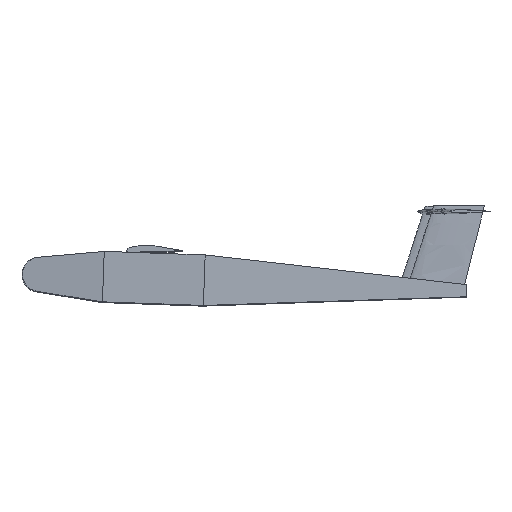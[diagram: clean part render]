
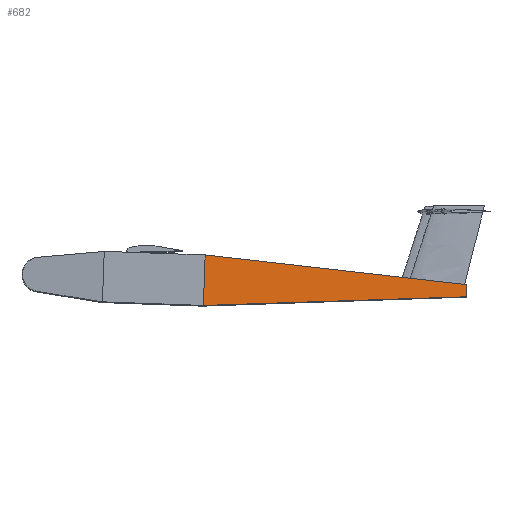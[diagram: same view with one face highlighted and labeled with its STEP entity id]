
A CAD part, top view. The second image highlights one B-rep face of the part: STEP entity #682.
In plain terms, the highlighted planar face has unit normal (0.091, 0.003, 0.996).
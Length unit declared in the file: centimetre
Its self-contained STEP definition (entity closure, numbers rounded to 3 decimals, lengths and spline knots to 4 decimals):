
#102=PLANE('',#736);
#139=FACE_OUTER_BOUND('',#182,.T.);
#182=EDGE_LOOP('',(#526,#527,#528,#529));
#232=LINE('',#1015,#299);
#236=LINE('',#1024,#303);
#237=LINE('',#1025,#304);
#238=LINE('',#1026,#305);
#299=VECTOR('',#823,3.5805);
#303=VECTOR('',#829,3.5805);
#304=VECTOR('',#830,3.5805);
#305=VECTOR('',#831,3.5805);
#374=VERTEX_POINT('',#1013);
#375=VERTEX_POINT('',#1014);
#378=VERTEX_POINT('',#1022);
#379=VERTEX_POINT('',#1023);
#430=EDGE_CURVE('',#374,#375,#232,.T.);
#434=EDGE_CURVE('',#378,#379,#236,.T.);
#435=EDGE_CURVE('',#379,#374,#237,.T.);
#436=EDGE_CURVE('',#378,#375,#238,.T.);
#526=ORIENTED_EDGE('',*,*,#434,.T.);
#527=ORIENTED_EDGE('',*,*,#435,.T.);
#528=ORIENTED_EDGE('',*,*,#430,.T.);
#529=ORIENTED_EDGE('',*,*,#436,.F.);
#682=ADVANCED_FACE('',(#139),#102,.F.);
#736=AXIS2_PLACEMENT_3D('',#1021,#827,#828);
#823=DIRECTION('',(0.035,0.999,-0.006));
#827=DIRECTION('center_axis',(-0.091,-0.003,
-0.996));
#828=DIRECTION('ref_axis',(-0.995,0.036,0.091));
#829=DIRECTION('',(-0.035,-0.999,0.006));
#830=DIRECTION('',(0.995,0.033,-0.091));
#831=DIRECTION('',(0.99,-0.112,-0.091));
#1013=CARTESIAN_POINT('',(60.2686,-8.1195,38.4955));
#1014=CARTESIAN_POINT('',(60.3449,-5.9725,38.4821));
#1015=CARTESIAN_POINT('',(60.3449,-5.9725,38.4821));
#1021=CARTESIAN_POINT('Origin',(13.695,-9.6631,42.7767));
#1022=CARTESIAN_POINT('',(14.0127,-0.7176,42.7209));
#1023=CARTESIAN_POINT('',(13.695,-9.6631,42.7767));
#1024=CARTESIAN_POINT('',(14.0127,-0.7176,42.7209));
#1025=CARTESIAN_POINT('',(13.695,-9.6631,42.7767));
#1026=CARTESIAN_POINT('',(14.0127,-0.7176,42.7209));
